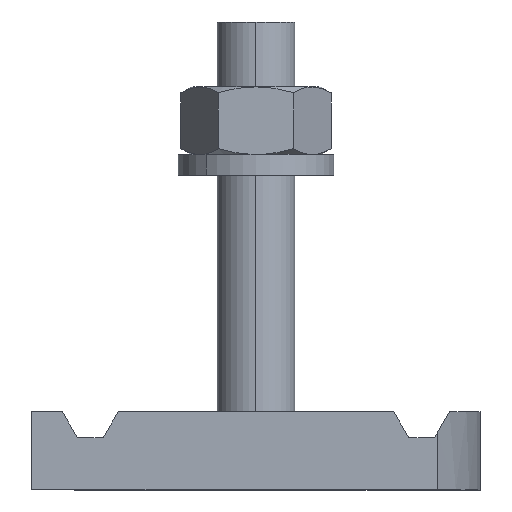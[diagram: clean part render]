
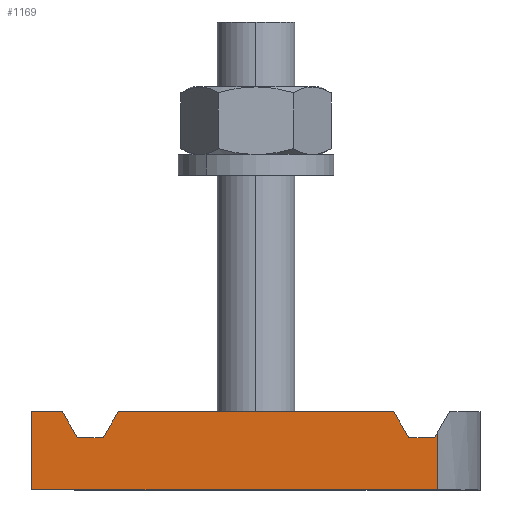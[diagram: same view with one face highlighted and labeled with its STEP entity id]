
A CAD part, top view. The second image highlights one B-rep face of the part: STEP entity #1169.
In plain terms, the highlighted planar face has unit normal (0, 0, 1).
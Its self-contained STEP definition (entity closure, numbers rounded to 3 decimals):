
#87 = CARTESIAN_POINT ( 'NONE',  ( -17.25, 6., 10. ) ) ;
#91 = ORIENTED_EDGE ( 'NONE', *, *, #572, .F. ) ;
#122 = EDGE_CURVE ( 'NONE', #512, #2367, #1676, .T. ) ;
#149 = VERTEX_POINT ( 'NONE', #2130 ) ;
#151 = ORIENTED_EDGE ( 'NONE', *, *, #122, .F. ) ;
#162 = VECTOR ( 'NONE', #2229, 1000. ) ;
#172 = CARTESIAN_POINT ( 'NONE',  ( -14.905, 6., 10. ) ) ;
#209 = DIRECTION ( 'NONE',  ( 0., -1., 0. ) ) ;
#243 = ORIENTED_EDGE ( 'NONE', *, *, #881, .F. ) ;
#245 = DIRECTION ( 'NONE',  ( 1., 0., 0. ) ) ;
#257 = EDGE_CURVE ( 'NONE', #149, #507, #1178, .T. ) ;
#326 = VERTEX_POINT ( 'NONE', #2176 ) ;
#365 = EDGE_CURVE ( 'NONE', #1824, #507, #807, .T. ) ;
#370 = AXIS2_PLACEMENT_3D ( 'NONE', #725, #2298, #1310 ) ;
#404 = LINE ( 'NONE', #637, #2163 ) ;
#425 = VERTEX_POINT ( 'NONE', #1726 ) ;
#478 = VECTOR ( 'NONE', #901, 1000. ) ;
#480 = ORIENTED_EDGE ( 'NONE', *, *, #570, .F. ) ;
#507 = VERTEX_POINT ( 'NONE', #552 ) ;
#512 = VERTEX_POINT ( 'NONE', #1131 ) ;
#545 = LINE ( 'NONE', #2318, #1522 ) ;
#552 = CARTESIAN_POINT ( 'NONE',  ( 13.953, 0., 10. ) ) ;
#570 = EDGE_CURVE ( 'NONE', #1519, #512, #2146, .T. ) ;
#572 = EDGE_CURVE ( 'NONE', #425, #1519, #2045, .T. ) ;
#615 = CARTESIAN_POINT ( 'NONE',  ( -11.75, 4., 10. ) ) ;
#637 = CARTESIAN_POINT ( 'NONE',  ( -14.905, 6., 10. ) ) ;
#726 = CARTESIAN_POINT ( 'NONE',  ( 13.75, 4., 10. ) ) ;
#725 = CARTESIAN_POINT ( 'NONE',  ( -17.25, 6., 10. ) ) ;
#760 = VERTEX_POINT ( 'NONE', #1348 ) ;
#807 = LINE ( 'NONE', #2414, #162 ) ;
#881 = EDGE_CURVE ( 'NONE', #760, #2439, #1998, .T. ) ;
#901 = DIRECTION ( 'NONE',  ( 0., -1., 0. ) ) ;
#914 = FACE_OUTER_BOUND ( 'NONE', #1356, .T. ) ;
#964 = EDGE_CURVE ( 'NONE', #1571, #149, #2149, .T. ) ;
#972 = DIRECTION ( 'NONE',  ( 1., 0., 0. ) ) ;
#1020 = CARTESIAN_POINT ( 'NONE',  ( -17.25, 0., 10. ) ) ;
#1063 = VECTOR ( 'NONE', #1762, 1000. ) ;
#1131 = CARTESIAN_POINT ( 'NONE',  ( 10.595, 6., 10. ) ) ;
#1169 = ADVANCED_FACE ( 'NONE', ( #914 ), #1691, .F. ) ;
#1170 = DIRECTION ( 'NONE',  ( 0.5, 0.866, 0. ) ) ;
#1178 = LINE ( 'NONE', #1959, #1282 ) ;
#1180 = CARTESIAN_POINT ( 'NONE',  ( -17.25, 6., 10. ) ) ;
#1269 = VECTOR ( 'NONE', #1376, 1000. ) ;
#1278 = CARTESIAN_POINT ( 'NONE',  ( -10.595, 6., 10. ) ) ;
#1282 = VECTOR ( 'NONE', #209, 1000. ) ;
#1290 = ORIENTED_EDGE ( 'NONE', *, *, #257, .F. ) ;
#1303 = EDGE_CURVE ( 'NONE', #2439, #326, #404, .T. ) ;
#1310 = DIRECTION ( 'NONE',  ( -1., 0., 0. ) ) ;
#1348 = CARTESIAN_POINT ( 'NONE',  ( -17.25, 6., 10. ) ) ;
#1356 = EDGE_LOOP ( 'NONE', ( #1290, #2009, #1770, #151, #480, #91, #1454, #1811, #243, #1798, #2430 ) ) ;
#1376 = DIRECTION ( 'NONE',  ( 0.5, 0.866, 0. ) ) ;
#1454 = ORIENTED_EDGE ( 'NONE', *, *, #1774, .F. ) ;
#1494 = CARTESIAN_POINT ( 'NONE',  ( 11.75, 4., 10. ) ) ;
#1497 = EDGE_CURVE ( 'NONE', #760, #1824, #2228, .T. ) ;
#1519 = VERTEX_POINT ( 'NONE', #1278 ) ;
#1522 = VECTOR ( 'NONE', #2270, 1000. ) ;
#1571 = VERTEX_POINT ( 'NONE', #1858 ) ;
#1572 = VECTOR ( 'NONE', #1170, 1000. ) ;
#1594 = CARTESIAN_POINT ( 'NONE',  ( -13.75, 4., 10. ) ) ;
#1609 = DIRECTION ( 'NONE',  ( 0.5, -0.866, 0. ) ) ;
#1676 = LINE ( 'NONE', #1852, #2278 ) ;
#1691 = PLANE ( 'NONE',  #370 ) ;
#1726 = CARTESIAN_POINT ( 'NONE',  ( -11.75, 4., 10. ) ) ;
#1762 = DIRECTION ( 'NONE',  ( 1., 0., 0. ) ) ;
#1770 = ORIENTED_EDGE ( 'NONE', *, *, #2360, .F. ) ;
#1774 = EDGE_CURVE ( 'NONE', #326, #425, #1950, .T. ) ;
#1798 = ORIENTED_EDGE ( 'NONE', *, *, #1497, .T. ) ;
#1811 = ORIENTED_EDGE ( 'NONE', *, *, #1303, .F. ) ;
#1824 = VERTEX_POINT ( 'NONE', #1020 ) ;
#1852 = CARTESIAN_POINT ( 'NONE',  ( 10.595, 6., 10. ) ) ;
#1858 = CARTESIAN_POINT ( 'NONE',  ( 13.75, 4., 10. ) ) ;
#1950 = LINE ( 'NONE', #1594, #2108 ) ;
#1959 = CARTESIAN_POINT ( 'NONE',  ( 13.953, 6., 10. ) ) ;
#1998 = LINE ( 'NONE', #87, #2321 ) ;
#2009 = ORIENTED_EDGE ( 'NONE', *, *, #964, .F. ) ;
#2041 = CARTESIAN_POINT ( 'NONE',  ( -17.25, 6., 10. ) ) ;
#2045 = LINE ( 'NONE', #615, #1269 ) ;
#2108 = VECTOR ( 'NONE', #972, 1000. ) ;
#2130 = CARTESIAN_POINT ( 'NONE',  ( 13.953, 4.352, 10. ) ) ;
#2146 = LINE ( 'NONE', #1180, #1063 ) ;
#2149 = LINE ( 'NONE', #726, #1572 ) ;
#2163 = VECTOR ( 'NONE', #1609, 1000. ) ;
#2176 = CARTESIAN_POINT ( 'NONE',  ( -13.75, 4., 10. ) ) ;
#2228 = LINE ( 'NONE', #2041, #478 ) ;
#2229 = DIRECTION ( 'NONE',  ( 1., 0., 0. ) ) ;
#2270 = DIRECTION ( 'NONE',  ( 1., 0., 0. ) ) ;
#2278 = VECTOR ( 'NONE', #2485, 1000. ) ;
#2298 = DIRECTION ( 'NONE',  ( 0., 0., -1. ) ) ;
#2318 = CARTESIAN_POINT ( 'NONE',  ( 11.75, 4., 10. ) ) ;
#2321 = VECTOR ( 'NONE', #245, 1000. ) ;
#2360 = EDGE_CURVE ( 'NONE', #2367, #1571, #545, .T. ) ;
#2367 = VERTEX_POINT ( 'NONE', #1494 ) ;
#2414 = CARTESIAN_POINT ( 'NONE',  ( -17.25, 0., 10. ) ) ;
#2430 = ORIENTED_EDGE ( 'NONE', *, *, #365, .T. ) ;
#2439 = VERTEX_POINT ( 'NONE', #172 ) ;
#2485 = DIRECTION ( 'NONE',  ( 0.5, -0.866, 0. ) ) ;
